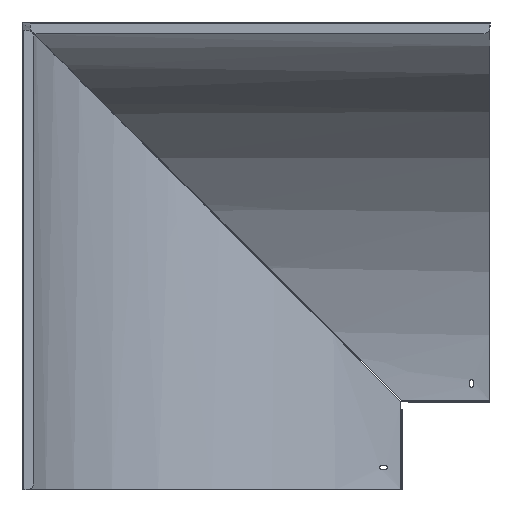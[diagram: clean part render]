
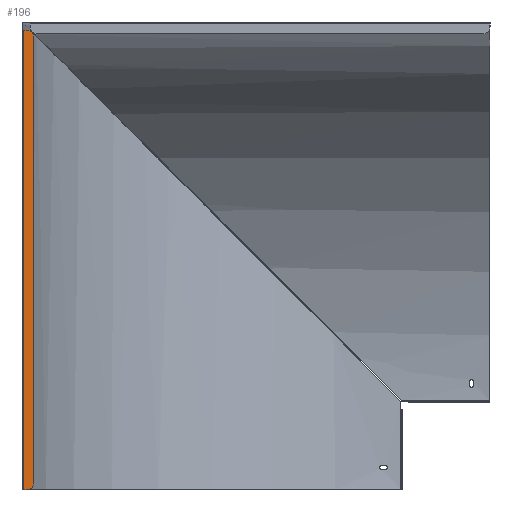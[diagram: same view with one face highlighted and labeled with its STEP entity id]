
A CAD part, front view. The second image highlights one B-rep face of the part: STEP entity #196.
In plain terms, the highlighted planar face has unit normal (0, -1, 0).
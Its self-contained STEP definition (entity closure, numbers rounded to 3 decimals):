
#112=CARTESIAN_POINT('',(-255.2,0.,312.2));
#113=VERTEX_POINT('',#112);
#114=CARTESIAN_POINT('',(-250.2,0.,307.2));
#115=VERTEX_POINT('',#114);
#116=CARTESIAN_POINT('',(-255.2,0.,307.2));
#117=DIRECTION('',(0.,1.0,0.));
#118=DIRECTION('',(0.707,0.,0.707));
#119=AXIS2_PLACEMENT_3D('',#116,#117,#118);
#120=CIRCLE('',#119,5.0);
#121=EDGE_CURVE('',#113,#115,#120,.T.);
#149=CARTESIAN_POINT('',(-459.899,0.,160.5));
#150=DIRECTION('',(0.,1.0,0.));
#151=DIRECTION('',(0.0,0.0,1.0));
#152=AXIS2_PLACEMENT_3D('',#149,#150,#151);
#153=PLANE('',#152);
#154=ORIENTED_EDGE('',*,*,#121,.F.);
#155=CARTESIAN_POINT('',(-257.198,0.,312.2));
#156=VERTEX_POINT('',#155);
#157=CARTESIAN_POINT('',(-255.2,0.,312.2));
#158=DIRECTION('',(-1.0,0.,0.0));
#159=VECTOR('',#158,1.998);
#160=LINE('',#157,#159);
#161=EDGE_CURVE('',#113,#156,#160,.T.);
#162=ORIENTED_EDGE('',*,*,#161,.T.);
#163=CARTESIAN_POINT('',(-257.198,0.,0.));
#164=VERTEX_POINT('',#163);
#165=CARTESIAN_POINT('',(-257.198,0.,0.));
#166=DIRECTION('',(0.0,0.0,1.0));
#167=VECTOR('',#166,312.2);
#168=LINE('',#165,#167);
#169=EDGE_CURVE('',#164,#156,#168,.T.);
#170=ORIENTED_EDGE('',*,*,#169,.F.);
#171=CARTESIAN_POINT('',(-255.2,0.,0.));
#172=VERTEX_POINT('',#171);
#173=CARTESIAN_POINT('',(-255.2,0.,0.));
#174=DIRECTION('',(-1.0,0.,0.));
#175=VECTOR('',#174,1.998);
#176=LINE('',#173,#175);
#177=EDGE_CURVE('',#172,#164,#176,.T.);
#178=ORIENTED_EDGE('',*,*,#177,.F.);
#179=CARTESIAN_POINT('',(-250.2,0.,5.));
#180=VERTEX_POINT('',#179);
#181=CARTESIAN_POINT('',(-255.2,0.,5.));
#182=DIRECTION('',(0.,1.0,0.));
#183=DIRECTION('',(0.707,0.,-0.707));
#184=AXIS2_PLACEMENT_3D('',#181,#182,#183);
#185=CIRCLE('',#184,5.0);
#186=EDGE_CURVE('',#180,#172,#185,.T.);
#187=ORIENTED_EDGE('',*,*,#186,.F.);
#188=CARTESIAN_POINT('',(-250.2,0.,307.2));
#189=DIRECTION('',(0.0,0.0,-1.0));
#190=VECTOR('',#189,302.2);
#191=LINE('',#188,#190);
#192=EDGE_CURVE('',#115,#180,#191,.T.);
#193=ORIENTED_EDGE('',*,*,#192,.F.);
#194=EDGE_LOOP('',(#154,#162,#170,#178,#187,#193));
#195=FACE_OUTER_BOUND('',#194,.T.);
#196=ADVANCED_FACE('',(#195),#153,.F.);
